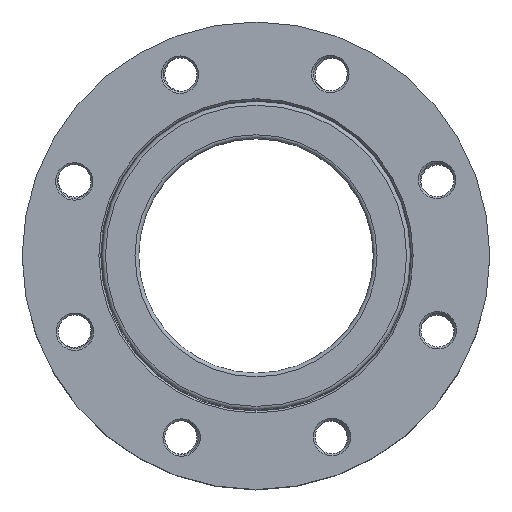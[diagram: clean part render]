
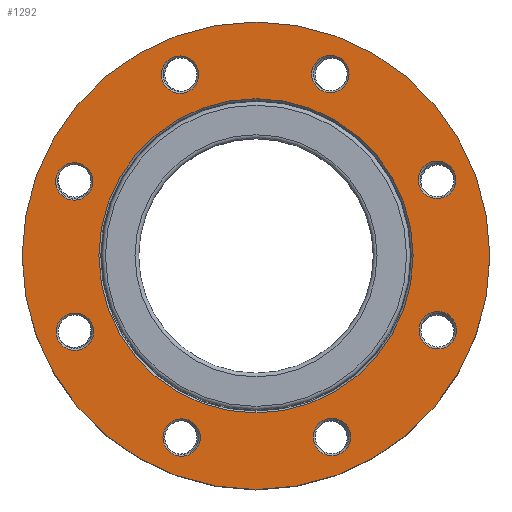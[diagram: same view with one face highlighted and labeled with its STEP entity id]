
A CAD part, top view. The second image highlights one B-rep face of the part: STEP entity #1292.
In plain terms, the highlighted face is planar.
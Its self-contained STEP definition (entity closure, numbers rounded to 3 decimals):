
#89=FACE_BOUND('',#223,.T.);
#90=FACE_BOUND('',#224,.T.);
#91=FACE_BOUND('',#225,.T.);
#92=FACE_BOUND('',#226,.T.);
#93=FACE_BOUND('',#227,.T.);
#94=FACE_BOUND('',#228,.T.);
#95=FACE_BOUND('',#229,.T.);
#96=FACE_BOUND('',#230,.T.);
#97=FACE_BOUND('',#231,.T.);
#107=PLANE('',#1483);
#134=FACE_OUTER_BOUND('',#222,.T.);
#222=EDGE_LOOP('',(#948));
#223=EDGE_LOOP('',(#949));
#224=EDGE_LOOP('',(#950));
#225=EDGE_LOOP('',(#951));
#226=EDGE_LOOP('',(#952));
#227=EDGE_LOOP('',(#953));
#228=EDGE_LOOP('',(#954));
#229=EDGE_LOOP('',(#955));
#230=EDGE_LOOP('',(#956));
#231=EDGE_LOOP('',(#957));
#418=CIRCLE('',#1480,84.);
#421=CIRCLE('',#1484,125.);
#422=CIRCLE('',#1485,10.);
#423=CIRCLE('',#1486,10.);
#424=CIRCLE('',#1487,10.);
#425=CIRCLE('',#1488,10.);
#426=CIRCLE('',#1489,10.);
#427=CIRCLE('',#1490,10.);
#428=CIRCLE('',#1491,10.);
#429=CIRCLE('',#1492,10.);
#572=VERTEX_POINT('',#2289);
#575=VERTEX_POINT('',#2297);
#576=VERTEX_POINT('',#2299);
#577=VERTEX_POINT('',#2301);
#578=VERTEX_POINT('',#2303);
#579=VERTEX_POINT('',#2305);
#580=VERTEX_POINT('',#2307);
#581=VERTEX_POINT('',#2309);
#582=VERTEX_POINT('',#2311);
#583=VERTEX_POINT('',#2313);
#715=EDGE_CURVE('',#572,#572,#418,.T.);
#719=EDGE_CURVE('',#575,#575,#421,.T.);
#720=EDGE_CURVE('',#576,#576,#422,.T.);
#721=EDGE_CURVE('',#577,#577,#423,.T.);
#722=EDGE_CURVE('',#578,#578,#424,.T.);
#723=EDGE_CURVE('',#579,#579,#425,.T.);
#724=EDGE_CURVE('',#580,#580,#426,.T.);
#725=EDGE_CURVE('',#581,#581,#427,.T.);
#726=EDGE_CURVE('',#582,#582,#428,.T.);
#727=EDGE_CURVE('',#583,#583,#429,.T.);
#948=ORIENTED_EDGE('',*,*,#719,.F.);
#949=ORIENTED_EDGE('',*,*,#720,.F.);
#950=ORIENTED_EDGE('',*,*,#721,.F.);
#951=ORIENTED_EDGE('',*,*,#722,.F.);
#952=ORIENTED_EDGE('',*,*,#723,.F.);
#953=ORIENTED_EDGE('',*,*,#724,.F.);
#954=ORIENTED_EDGE('',*,*,#725,.F.);
#955=ORIENTED_EDGE('',*,*,#726,.F.);
#956=ORIENTED_EDGE('',*,*,#727,.F.);
#957=ORIENTED_EDGE('',*,*,#715,.F.);
#1292=ADVANCED_FACE('',(#134,#89,#90,#91,#92,#93,#94,#95,#96,#97),#107,
 .T.);
#1480=AXIS2_PLACEMENT_3D('',#2290,#1789,#1790);
#1483=AXIS2_PLACEMENT_3D('',#2296,#1796,#1797);
#1484=AXIS2_PLACEMENT_3D('',#2298,#1798,#1799);
#1485=AXIS2_PLACEMENT_3D('',#2300,#1800,#1801);
#1486=AXIS2_PLACEMENT_3D('',#2302,#1802,#1803);
#1487=AXIS2_PLACEMENT_3D('',#2304,#1804,#1805);
#1488=AXIS2_PLACEMENT_3D('',#2306,#1806,#1807);
#1489=AXIS2_PLACEMENT_3D('',#2308,#1808,#1809);
#1490=AXIS2_PLACEMENT_3D('',#2310,#1810,#1811);
#1491=AXIS2_PLACEMENT_3D('',#2312,#1812,#1813);
#1492=AXIS2_PLACEMENT_3D('',#2314,#1814,#1815);
#1789=DIRECTION('center_axis',(0.,1.,0.));
#1790=DIRECTION('ref_axis',(-1.,0.,0.));
#1796=DIRECTION('center_axis',(0.,1.,0.));
#1797=DIRECTION('ref_axis',(0.,0.,1.));
#1798=DIRECTION('center_axis',(0.,-1.,0.));
#1799=DIRECTION('ref_axis',(1.,0.,0.));
#1800=DIRECTION('center_axis',(0.,1.,0.));
#1801=DIRECTION('ref_axis',(-1.,0.,0.));
#1802=DIRECTION('center_axis',(0.,1.,0.));
#1803=DIRECTION('ref_axis',(-1.,0.,0.));
#1804=DIRECTION('center_axis',(0.,1.,0.));
#1805=DIRECTION('ref_axis',(-1.,0.,0.));
#1806=DIRECTION('center_axis',(0.,1.,0.));
#1807=DIRECTION('ref_axis',(-1.,0.,0.));
#1808=DIRECTION('center_axis',(0.,1.,0.));
#1809=DIRECTION('ref_axis',(-1.,0.,0.));
#1810=DIRECTION('center_axis',(0.,1.,0.));
#1811=DIRECTION('ref_axis',(-1.,0.,0.));
#1812=DIRECTION('center_axis',(0.,1.,0.));
#1813=DIRECTION('ref_axis',(-1.,0.,0.));
#1814=DIRECTION('center_axis',(0.,1.,0.));
#1815=DIRECTION('ref_axis',(-1.,0.,0.));
#2289=CARTESIAN_POINT('',(84.,18.,0.));
#2290=CARTESIAN_POINT('Origin',(0.,18.,0.));
#2296=CARTESIAN_POINT('Origin',(125.,18.,0.));
#2297=CARTESIAN_POINT('',(-125.,18.,0.));
#2298=CARTESIAN_POINT('Origin',(0.,18.,0.));
#2299=CARTESIAN_POINT('',(-87.182,18.,-39.758));
#2300=CARTESIAN_POINT('Origin',(-97.182,18.,-39.758));
#2301=CARTESIAN_POINT('',(-29.758,18.,97.182));
#2302=CARTESIAN_POINT('Origin',(-39.758,18.,97.182));
#2303=CARTESIAN_POINT('',(107.182,18.,39.758));
#2304=CARTESIAN_POINT('Origin',(97.182,18.,39.758));
#2305=CARTESIAN_POINT('',(49.758,18.,-97.182));
#2306=CARTESIAN_POINT('Origin',(39.758,18.,-97.182));
#2307=CARTESIAN_POINT('',(-30.605,18.,-96.831));
#2308=CARTESIAN_POINT('Origin',(-40.605,18.,-96.831));
#2309=CARTESIAN_POINT('',(106.831,18.,-40.605));
#2310=CARTESIAN_POINT('Origin',(96.831,18.,-40.605));
#2311=CARTESIAN_POINT('',(50.605,18.,96.831));
#2312=CARTESIAN_POINT('Origin',(40.605,18.,96.831));
#2313=CARTESIAN_POINT('',(-86.831,18.,40.605));
#2314=CARTESIAN_POINT('Origin',(-96.831,18.,40.605));
